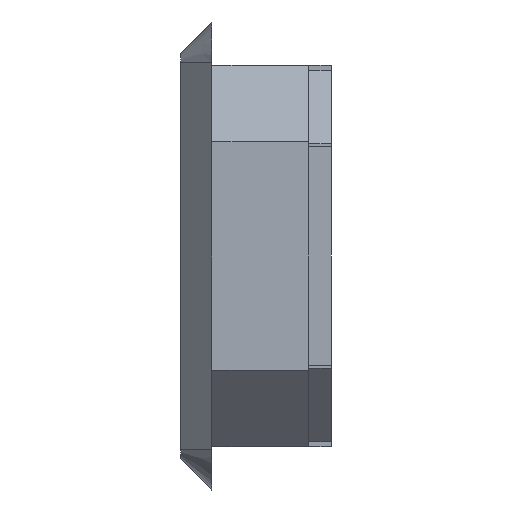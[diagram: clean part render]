
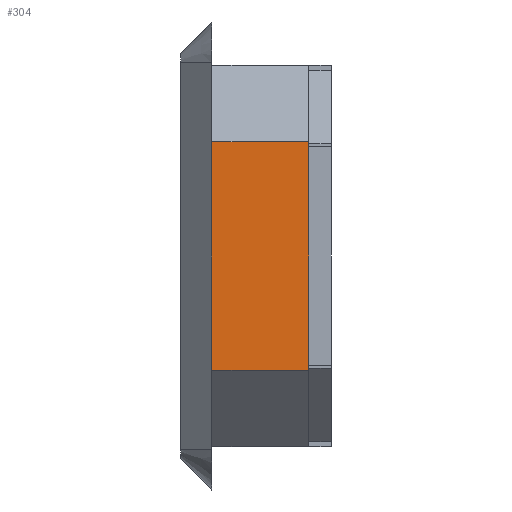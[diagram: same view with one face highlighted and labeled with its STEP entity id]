
A CAD part, left-side view. The second image highlights one B-rep face of the part: STEP entity #304.
In plain terms, the highlighted planar face has unit normal (-1, 0, 0).
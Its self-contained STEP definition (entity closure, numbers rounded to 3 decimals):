
#304=ADVANCED_FACE('',(#633),#634,.T.);
#633=FACE_OUTER_BOUND('',#971,.T.);
#634=PLANE('',#972);
#971=EDGE_LOOP('',(#1940,#1941,#1942,#1943));
#972=AXIS2_PLACEMENT_3D('',#1944,#1945,#1946);
#1940=ORIENTED_EDGE('',*,*,#2158,.T.);
#1941=ORIENTED_EDGE('',*,*,#2510,.F.);
#1942=ORIENTED_EDGE('',*,*,#2498,.F.);
#1943=ORIENTED_EDGE('',*,*,#2508,.T.);
#1944=CARTESIAN_POINT('',(8.5,23.5,46.0));
#1945=DIRECTION('',(-1.0,0.0,0.0));
#1946=DIRECTION('',(0.0,0.0,1.0));
#2158=EDGE_CURVE('',#2632,#2630,#2633,.T.);
#2498=EDGE_CURVE('',#3150,#3152,#3153,.T.);
#2508=EDGE_CURVE('',#3150,#2632,#3164,.T.);
#2510=EDGE_CURVE('',#3152,#2630,#3166,.T.);
#2630=VERTEX_POINT('',#3325);
#2632=VERTEX_POINT('',#3328);
#2633=LINE('',#3329,#3330);
#3150=VERTEX_POINT('',#4099);
#3152=VERTEX_POINT('',#4102);
#3153=LINE('',#4103,#4104);
#3164=LINE('',#4122,#4123);
#3166=LINE('',#4125,#4126);
#3325=CARTESIAN_POINT('',(8.5,4.5,68.5));
#3328=CARTESIAN_POINT('',(8.5,4.5,23.5));
#3329=CARTESIAN_POINT('',(8.5,4.5,46.0));
#3330=VECTOR('',#4242,1.0);
#4099=CARTESIAN_POINT('',(8.5,23.5,23.5));
#4102=CARTESIAN_POINT('',(8.5,23.5,68.5));
#4103=CARTESIAN_POINT('',(8.5,23.5,46.0));
#4104=VECTOR('',#4532,1.0);
#4122=CARTESIAN_POINT('',(8.5,23.5,23.5));
#4123=VECTOR('',#4540,1.0);
#4125=CARTESIAN_POINT('',(8.5,23.5,68.5));
#4126=VECTOR('',#4541,1.0);
#4242=DIRECTION('',(0.0,-0.0,1.0));
#4532=DIRECTION('',(0.0,-0.0,1.0));
#4540=DIRECTION('',(0.0,-1.0,0.0));
#4541=DIRECTION('',(0.0,-1.0,0.0));
